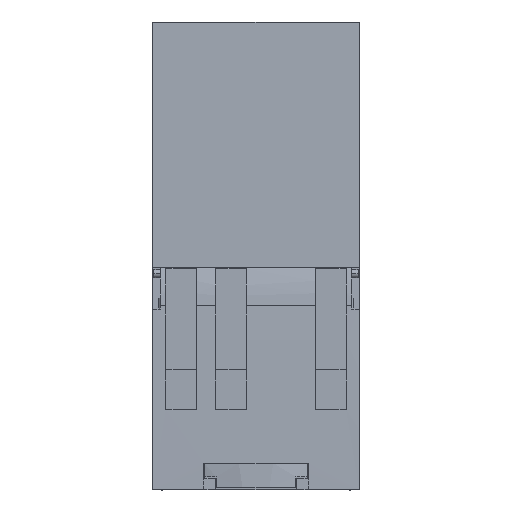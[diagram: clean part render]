
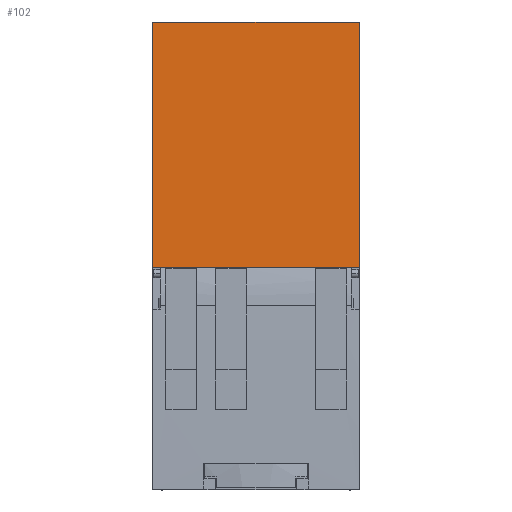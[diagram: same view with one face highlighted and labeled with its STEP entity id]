
A CAD part, front view. The second image highlights one B-rep face of the part: STEP entity #102.
In plain terms, the highlighted planar face has unit normal (0, -1, 0.009).
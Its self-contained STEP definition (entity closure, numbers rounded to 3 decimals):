
#34=AXIS2_PLACEMENT_3D('Plane Axis2P3D',#31,#32,#33) ;
#31=CARTESIAN_POINT('Axis2P3D Location',(26.9,55.059,61.)) ;
#36=CARTESIAN_POINT('Line Origine',(0.,54.895,42.243)) ;
#40=CARTESIAN_POINT('Vertex',(0.,55.059,61.)) ;
#42=CARTESIAN_POINT('Vertex',(0.,54.731,23.485)) ;
#45=CARTESIAN_POINT('Line Origine',(1.225,54.731,23.485)) ;
#49=CARTESIAN_POINT('Vertex',(2.45,54.731,23.485)) ;
#52=CARTESIAN_POINT('Line Origine',(2.45,54.755,26.243)) ;
#56=CARTESIAN_POINT('Vertex',(2.45,54.779,29.)) ;
#59=CARTESIAN_POINT('Line Origine',(13.45,54.779,29.)) ;
#63=CARTESIAN_POINT('Vertex',(24.45,54.779,29.)) ;
#66=CARTESIAN_POINT('Line Origine',(24.45,54.755,26.243)) ;
#70=CARTESIAN_POINT('Vertex',(24.45,54.731,23.485)) ;
#73=CARTESIAN_POINT('Line Origine',(25.675,54.731,23.485)) ;
#77=CARTESIAN_POINT('Vertex',(26.9,54.731,23.485)) ;
#80=CARTESIAN_POINT('Line Origine',(26.9,54.895,42.243)) ;
#84=CARTESIAN_POINT('Vertex',(26.9,55.059,61.)) ;
#87=CARTESIAN_POINT('Line Origine',(13.45,55.059,61.)) ;
#32=DIRECTION('Axis2P3D Direction',(0.,1.,-0.009)) ;
#33=DIRECTION('Axis2P3D XDirection',(0.,-0.009,-1.)) ;
#37=DIRECTION('Vector Direction',(0.,-0.009,-1.)) ;
#46=DIRECTION('Vector Direction',(-1.,0.,0.)) ;
#53=DIRECTION('Vector Direction',(0.,-0.009,-1.)) ;
#60=DIRECTION('Vector Direction',(-1.,0.,0.)) ;
#67=DIRECTION('Vector Direction',(0.,0.009,1.)) ;
#74=DIRECTION('Vector Direction',(1.,0.,0.)) ;
#81=DIRECTION('Vector Direction',(0.,-0.009,-1.)) ;
#88=DIRECTION('Vector Direction',(-1.,0.,0.)) ;
#38=VECTOR('Line Direction',#37,1.) ;
#47=VECTOR('Line Direction',#46,1.) ;
#54=VECTOR('Line Direction',#53,1.) ;
#61=VECTOR('Line Direction',#60,1.) ;
#68=VECTOR('Line Direction',#67,1.) ;
#75=VECTOR('Line Direction',#74,1.) ;
#82=VECTOR('Line Direction',#81,1.) ;
#89=VECTOR('Line Direction',#88,1.) ;
#93=ORIENTED_EDGE('',*,*,#44,.T.) ;
#94=ORIENTED_EDGE('',*,*,#51,.F.) ;
#95=ORIENTED_EDGE('',*,*,#58,.F.) ;
#96=ORIENTED_EDGE('',*,*,#65,.F.) ;
#97=ORIENTED_EDGE('',*,*,#72,.F.) ;
#98=ORIENTED_EDGE('',*,*,#79,.T.) ;
#99=ORIENTED_EDGE('',*,*,#86,.F.) ;
#100=ORIENTED_EDGE('',*,*,#91,.T.) ;
#102=ADVANCED_FACE('Hauptk\X2\00F6\X0\rper',(#101),#35,.F.) ;
#44=EDGE_CURVE('',#41,#43,#39,.T.) ;
#51=EDGE_CURVE('',#50,#43,#48,.T.) ;
#58=EDGE_CURVE('',#57,#50,#55,.T.) ;
#65=EDGE_CURVE('',#64,#57,#62,.T.) ;
#72=EDGE_CURVE('',#71,#64,#69,.T.) ;
#79=EDGE_CURVE('',#71,#78,#76,.T.) ;
#86=EDGE_CURVE('',#85,#78,#83,.T.) ;
#91=EDGE_CURVE('',#85,#41,#90,.T.) ;
#92=EDGE_LOOP('',(#93,#94,#95,#96,#97,#98,#99,#100)) ;
#101=FACE_OUTER_BOUND('',#92,.T.) ;
#39=LINE('Line',#36,#38) ;
#48=LINE('Line',#45,#47) ;
#55=LINE('Line',#52,#54) ;
#62=LINE('Line',#59,#61) ;
#69=LINE('Line',#66,#68) ;
#76=LINE('Line',#73,#75) ;
#83=LINE('Line',#80,#82) ;
#90=LINE('Line',#87,#89) ;
#35=PLANE('',#34) ;
#41=VERTEX_POINT('',#40) ;
#43=VERTEX_POINT('',#42) ;
#50=VERTEX_POINT('',#49) ;
#57=VERTEX_POINT('',#56) ;
#64=VERTEX_POINT('',#63) ;
#71=VERTEX_POINT('',#70) ;
#78=VERTEX_POINT('',#77) ;
#85=VERTEX_POINT('',#84) ;
